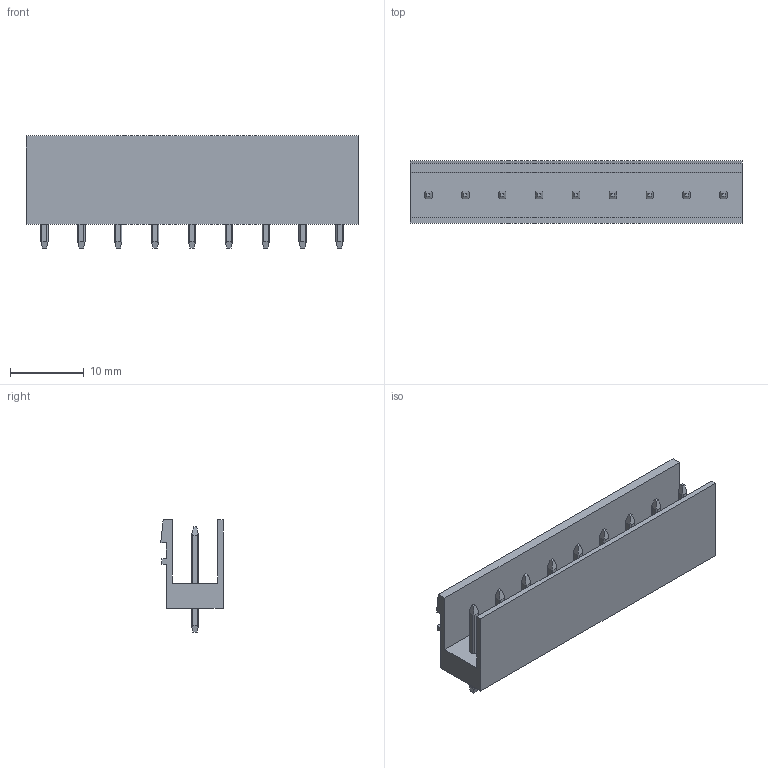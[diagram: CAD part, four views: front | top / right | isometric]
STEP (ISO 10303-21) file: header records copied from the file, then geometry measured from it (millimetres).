
FILE_DESCRIPTION(('CATIA V5 STEP Exchange','CAx-IF Rec.Pracs.--- Model Styling and Organization---1.2---2011-12-15'),'2;1');
FILE_NAME ('D1452943_0_1581390000_1581390000.stp','2018-10-12T07:55:23+00:00',('none'),('Weidmueller'),'CATIA Version 5-6 Release 2014','CATIA V5 STEP AP214','none');
FILE_SCHEMA(('AUTOMOTIVE_DESIGN { 1 0 10303 214 1 1 1 1 }'));
Length unit declared in the file: millimetre
Products named in the file (1): 1581390000
Bounding box: 45 x 8.43 x 15.2 mm (x, y, z)
Volume: 1981 mm3; surface area: 3283.5 mm2
Topology: 10 solids, 10 shells, 253 faces, 699 edges, 466 vertices
Faces by surface type: plane 179, cylinder 74
Entity records: 7634 total; most frequent: CARTESIAN_POINT 1860, ORIENTED_EDGE 1398, DIRECTION 827, EDGE_CURVE 699, VECTOR 479, LINE 479, VERTEX_POINT 466, EDGE_LOOP 271
